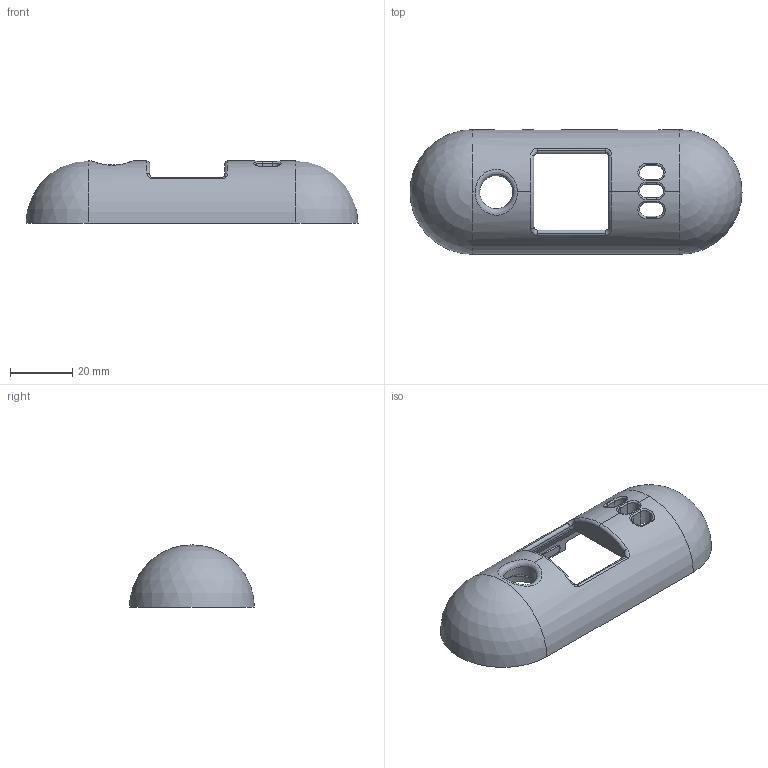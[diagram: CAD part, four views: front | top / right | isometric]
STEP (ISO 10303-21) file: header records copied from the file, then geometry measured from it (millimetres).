
FILE_DESCRIPTION(('HOOPS Exchange Step'),'2;1');
FILE_NAME('temp_export','2021-12-21T20:12:35+16:00',('ngeorge'),('Shapr3D Limited'),'HOOPS Exchange 2021.1','Shapr3D','Authorized');
FILE_SCHEMA( ('AP203_CONFIGURATION_CONTROLLED_3D_DESIGN_OF_MECHANICAL_PARTS_AND_ASSEMBLIES_MIM_LF') );
Length unit declared in the file: millimetre
Products named in the file (1): TOP
Bounding box: 106.5 x 40 x 19.9 mm (x, y, z)
Volume: 13586.4 mm3; surface area: 12880.3 mm2
Topology: 1 solids, 1 shells, 140 faces, 381 edges, 245 vertices
Faces by surface type: plane 68, cylinder 45, bspline 13, cone 7, sphere 4, torus 3
Full cylindrical faces by diameter (mm): 5 x2, 10.6 x1, 14 x1
Entity records: 12231 total; most frequent: CARTESIAN_POINT 8669, ORIENTED_EDGE 756, DIRECTION 726, EDGE_CURVE 378, AXIS2_PLACEMENT_3D 265, VERTEX_POINT 245, VECTOR 196, LINE 196
